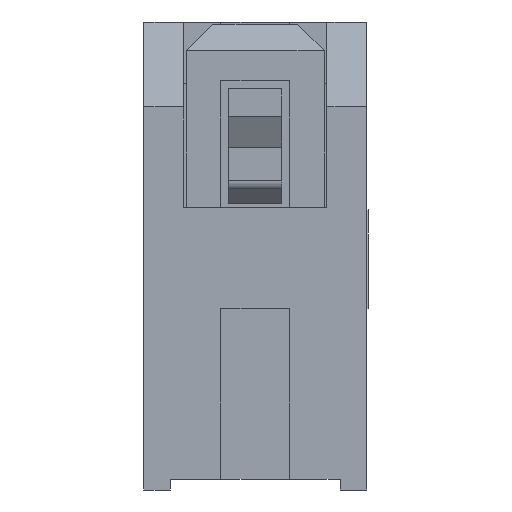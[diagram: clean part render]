
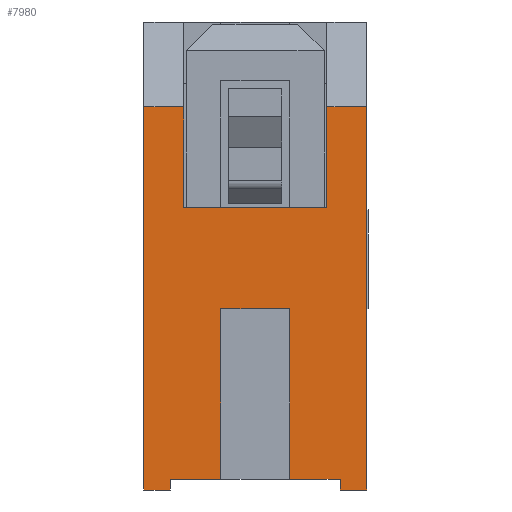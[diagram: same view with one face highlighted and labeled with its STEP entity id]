
A CAD part, left-side view. The second image highlights one B-rep face of the part: STEP entity #7980.
In plain terms, the highlighted planar face has unit normal (-1, 0, 0).
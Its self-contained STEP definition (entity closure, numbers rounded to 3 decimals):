
#61=CARTESIAN_POINT('',(-12.6,0.65,0.));
#62=VERTEX_POINT('',#61);
#69=CARTESIAN_POINT('',(-12.6,0.65,-3.22));
#70=VERTEX_POINT('',#69);
#71=CARTESIAN_POINT('',(-12.6,0.65,-3.22));
#72=DIRECTION('',(0.,0.,1.));
#73=VECTOR('',#72,3.22);
#74=LINE('',#71,#73);
#75=EDGE_CURVE('',#70,#62,#74,.T.);
#147=CARTESIAN_POINT('',(-12.6,-0.65,-3.22));
#148=VERTEX_POINT('',#147);
#155=CARTESIAN_POINT('',(-12.6,-0.65,0.));
#156=VERTEX_POINT('',#155);
#157=CARTESIAN_POINT('',(-12.6,-0.65,0.));
#158=DIRECTION('',(0.,0.,-1.));
#159=VECTOR('',#158,3.22);
#160=LINE('',#157,#159);
#161=EDGE_CURVE('',#156,#148,#160,.T.);
#4842=CARTESIAN_POINT('',(-12.6,-1.6,-3.42));
#4843=VERTEX_POINT('',#4842);
#4844=CARTESIAN_POINT('',(-12.6,-2.1,-3.42));
#4845=VERTEX_POINT('',#4844);
#4846=CARTESIAN_POINT('',(-12.6,-1.6,-3.42));
#4847=DIRECTION('',(0.,-1.,0.));
#4848=VECTOR('',#4847,0.5);
#4849=LINE('',#4846,#4848);
#4850=EDGE_CURVE('',#4843,#4845,#4849,.T.);
#4882=CARTESIAN_POINT('',(-12.6,2.1,-3.42));
#4883=VERTEX_POINT('',#4882);
#4884=CARTESIAN_POINT('',(-12.6,1.6,-3.42));
#4885=VERTEX_POINT('',#4884);
#4886=CARTESIAN_POINT('',(-12.6,2.1,-3.42));
#4887=DIRECTION('',(0.,-1.,0.));
#4888=VECTOR('',#4887,0.5);
#4889=LINE('',#4886,#4888);
#4890=EDGE_CURVE('',#4883,#4885,#4889,.T.);
#4922=CARTESIAN_POINT('',(-12.6,-1.6,-3.22));
#4923=VERTEX_POINT('',#4922);
#4924=CARTESIAN_POINT('',(-12.6,-1.6,-3.22));
#4925=DIRECTION('',(0.,0.,-1.));
#4926=VECTOR('',#4925,0.2);
#4927=LINE('',#4924,#4926);
#4928=EDGE_CURVE('',#4923,#4843,#4927,.T.);
#4953=CARTESIAN_POINT('',(-12.6,1.6,-3.22));
#4954=VERTEX_POINT('',#4953);
#4955=CARTESIAN_POINT('',(-12.6,1.6,-3.42));
#4956=DIRECTION('',(0.,0.,1.));
#4957=VECTOR('',#4956,0.2);
#4958=LINE('',#4955,#4957);
#4959=EDGE_CURVE('',#4885,#4954,#4958,.T.);
#4984=CARTESIAN_POINT('',(-12.6,-0.65,-3.22));
#4985=DIRECTION('',(0.,-1.,0.));
#4986=VECTOR('',#4985,0.95);
#4987=LINE('',#4984,#4986);
#4988=EDGE_CURVE('',#148,#4923,#4987,.T.);
#4993=CARTESIAN_POINT('',(-12.6,1.6,-3.22));
#4994=DIRECTION('',(0.,-1.,0.));
#4995=VECTOR('',#4994,0.95);
#4996=LINE('',#4993,#4995);
#4997=EDGE_CURVE('',#4954,#70,#4996,.T.);
#5072=CARTESIAN_POINT('',(-12.6,-2.1,3.8));
#5073=VERTEX_POINT('',#5072);
#5080=CARTESIAN_POINT('',(-12.6,-2.1,-3.42));
#5081=DIRECTION('',(0.,0.,1.));
#5082=VECTOR('',#5081,7.22);
#5083=LINE('',#5080,#5082);
#5084=EDGE_CURVE('',#4845,#5073,#5083,.T.);
#5323=CARTESIAN_POINT('',(-12.6,2.1,3.8));
#5324=VERTEX_POINT('',#5323);
#5325=CARTESIAN_POINT('',(-12.6,2.1,-3.42));
#5326=DIRECTION('',(0.,0.,1.));
#5327=VECTOR('',#5326,7.22);
#5328=LINE('',#5325,#5327);
#5329=EDGE_CURVE('',#4883,#5324,#5328,.T.);
#7919=CARTESIAN_POINT('',(-12.6,0.,0.99));
#7920=DIRECTION('',(0.,-1.,0.));
#7921=DIRECTION('',(-1.,0.,0.));
#7922=AXIS2_PLACEMENT_3D('',#7919,#7921,#7920);
#7923=PLANE('',#7922);
#7924=CARTESIAN_POINT('',(-12.6,0.65,0.));
#7925=DIRECTION('',(0.,-1.,0.));
#7926=VECTOR('',#7925,1.3);
#7927=LINE('',#7924,#7926);
#7928=EDGE_CURVE('',#62,#156,#7927,.T.);
#7929=ORIENTED_EDGE('',*,*,#7928,.T.);
#7930=ORIENTED_EDGE('',*,*,#161,.T.);
#7931=ORIENTED_EDGE('',*,*,#4988,.T.);
#7932=ORIENTED_EDGE('',*,*,#4928,.T.);
#7933=ORIENTED_EDGE('',*,*,#4850,.T.);
#7934=ORIENTED_EDGE('',*,*,#5084,.T.);
#7935=CARTESIAN_POINT('',(-12.6,-1.35,3.8));
#7936=VERTEX_POINT('',#7935);
#7937=CARTESIAN_POINT('',(-12.6,-2.1,3.8));
#7938=DIRECTION('',(0.,1.,0.));
#7939=VECTOR('',#7938,0.75);
#7940=LINE('',#7937,#7939);
#7941=EDGE_CURVE('',#5073,#7936,#7940,.T.);
#7942=ORIENTED_EDGE('',*,*,#7941,.T.);
#7943=CARTESIAN_POINT('',(-12.6,-1.35,1.9));
#7944=VERTEX_POINT('',#7943);
#7945=CARTESIAN_POINT('',(-12.6,-1.35,3.8));
#7946=DIRECTION('',(0.,0.,-1.));
#7947=VECTOR('',#7946,1.9);
#7948=LINE('',#7945,#7947);
#7949=EDGE_CURVE('',#7936,#7944,#7948,.T.);
#7950=ORIENTED_EDGE('',*,*,#7949,.T.);
#7951=CARTESIAN_POINT('',(-12.6,1.35,1.9));
#7952=VERTEX_POINT('',#7951);
#7953=CARTESIAN_POINT('',(-12.6,1.35,1.9));
#7954=DIRECTION('',(0.,-1.,0.));
#7955=VECTOR('',#7954,2.7);
#7956=LINE('',#7953,#7955);
#7957=EDGE_CURVE('',#7952,#7944,#7956,.T.);
#7958=ORIENTED_EDGE('',*,*,#7957,.F.);
#7959=CARTESIAN_POINT('',(-12.6,1.35,3.8));
#7960=VERTEX_POINT('',#7959);
#7961=CARTESIAN_POINT('',(-12.6,1.35,1.9));
#7962=DIRECTION('',(0.,0.,1.));
#7963=VECTOR('',#7962,1.9);
#7964=LINE('',#7961,#7963);
#7965=EDGE_CURVE('',#7952,#7960,#7964,.T.);
#7966=ORIENTED_EDGE('',*,*,#7965,.T.);
#7967=CARTESIAN_POINT('',(-12.6,1.35,3.8));
#7968=DIRECTION('',(0.,1.,0.));
#7969=VECTOR('',#7968,0.75);
#7970=LINE('',#7967,#7969);
#7971=EDGE_CURVE('',#7960,#5324,#7970,.T.);
#7972=ORIENTED_EDGE('',*,*,#7971,.T.);
#7973=ORIENTED_EDGE('',*,*,#5329,.F.);
#7974=ORIENTED_EDGE('',*,*,#4890,.T.);
#7975=ORIENTED_EDGE('',*,*,#4959,.T.);
#7976=ORIENTED_EDGE('',*,*,#4997,.T.);
#7977=ORIENTED_EDGE('',*,*,#75,.T.);
#7978=EDGE_LOOP('',(#7929,#7930,#7931,#7932,#7933,#7934,#7942,#7950,#7958,#7966,#7972,#7973,#7974,#7975,#7976,#7977));
#7979=FACE_OUTER_BOUND('',#7978,.T.);
#7980=ADVANCED_FACE('',(#7979),#7923,.T.);
